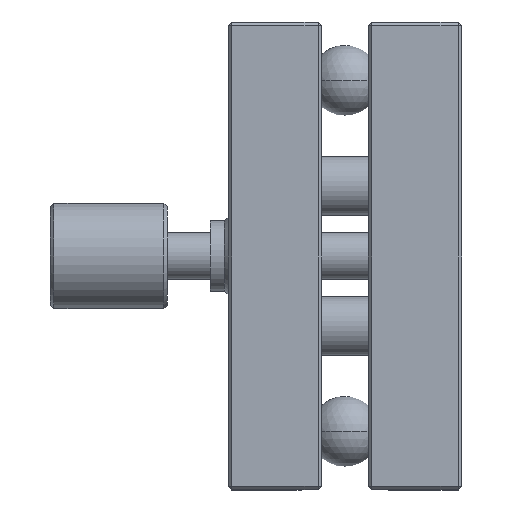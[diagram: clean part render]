
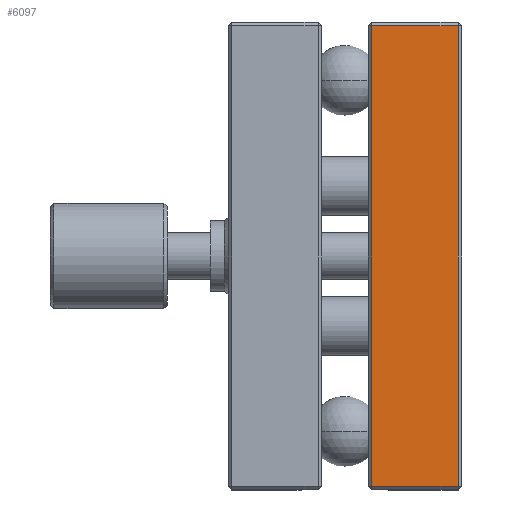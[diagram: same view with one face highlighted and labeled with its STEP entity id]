
A CAD part, left-side view. The second image highlights one B-rep face of the part: STEP entity #6097.
In plain terms, the highlighted planar face has unit normal (-1, 0, 0).
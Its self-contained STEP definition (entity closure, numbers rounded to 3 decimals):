
#278 = VECTOR ( 'NONE', #459, 1000. ) ;
#459 = DIRECTION ( 'NONE',  ( 0., 0., -1. ) ) ;
#1153 = CARTESIAN_POINT ( 'NONE',  ( -35., 8., 20. ) ) ;
#1290 = CARTESIAN_POINT ( 'NONE',  ( -35., 0.3, 19.7 ) ) ;
#2030 = ORIENTED_EDGE ( 'NONE', *, *, #9231, .T. ) ;
#2039 = LINE ( 'NONE', #7704, #11620 ) ;
#2333 = EDGE_CURVE ( 'NONE', #10739, #8714, #9120, .T. ) ;
#2759 = EDGE_LOOP ( 'NONE', ( #10028, #2030, #10274, #3767 ) ) ;
#2910 = CARTESIAN_POINT ( 'NONE',  ( -35., 7.7, -19.7 ) ) ;
#3009 = DIRECTION ( 'NONE',  ( 0., 0., -1. ) ) ;
#3495 = EDGE_CURVE ( 'NONE', #11474, #10321, #7656, .T. ) ;
#3767 = ORIENTED_EDGE ( 'NONE', *, *, #8008, .T. ) ;
#6097 = ADVANCED_FACE ( 'NONE', ( #8598 ), #7622, .F. ) ;
#6530 = AXIS2_PLACEMENT_3D ( 'NONE', #1153, #8558, #3009 ) ;
#6619 = CARTESIAN_POINT ( 'NONE',  ( -35., 8., -19.7 ) ) ;
#7622 = PLANE ( 'NONE',  #6530 ) ;
#7656 = LINE ( 'NONE', #11548, #278 ) ;
#7704 = CARTESIAN_POINT ( 'NONE',  ( -35., 8., 19.7 ) ) ;
#8008 = EDGE_CURVE ( 'NONE', #8714, #11474, #2039, .T. ) ;
#8558 = DIRECTION ( 'NONE',  ( 1., 0., 0. ) ) ;
#8598 = FACE_OUTER_BOUND ( 'NONE', #2759, .T. ) ;
#8714 = VERTEX_POINT ( 'NONE', #1290 ) ;
#9120 = LINE ( 'NONE', #10849, #11298 ) ;
#9231 = EDGE_CURVE ( 'NONE', #10321, #10739, #11664, .T. ) ;
#9568 = CARTESIAN_POINT ( 'NONE',  ( -35., 0.3, -19.7 ) ) ;
#9594 = DIRECTION ( 'NONE',  ( 0., 1., 0. ) ) ;
#10028 = ORIENTED_EDGE ( 'NONE', *, *, #3495, .T. ) ;
#10274 = ORIENTED_EDGE ( 'NONE', *, *, #2333, .T. ) ;
#10294 = DIRECTION ( 'NONE',  ( 0., -1., 0. ) ) ;
#10321 = VERTEX_POINT ( 'NONE', #2910 ) ;
#10739 = VERTEX_POINT ( 'NONE', #9568 ) ;
#10849 = CARTESIAN_POINT ( 'NONE',  ( -35., 0.3, 20. ) ) ;
#11298 = VECTOR ( 'NONE', #11815, 1000. ) ;
#11474 = VERTEX_POINT ( 'NONE', #11748 ) ;
#11531 = VECTOR ( 'NONE', #10294, 1000. ) ;
#11548 = CARTESIAN_POINT ( 'NONE',  ( -35., 7.7, -20. ) ) ;
#11620 = VECTOR ( 'NONE', #9594, 1000. ) ;
#11664 = LINE ( 'NONE', #6619, #11531 ) ;
#11748 = CARTESIAN_POINT ( 'NONE',  ( -35., 7.7, 19.7 ) ) ;
#11815 = DIRECTION ( 'NONE',  ( 0., 0., 1. ) ) ;
